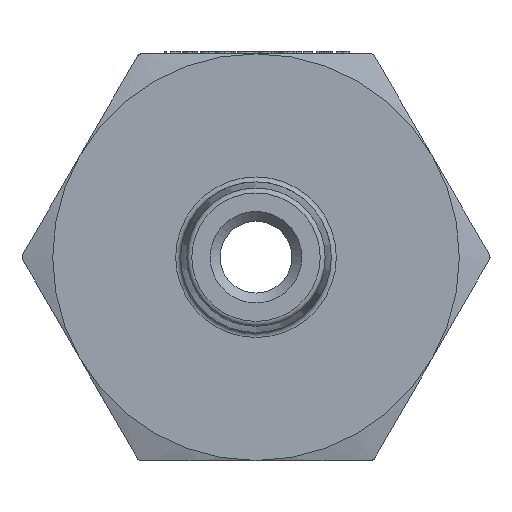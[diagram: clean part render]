
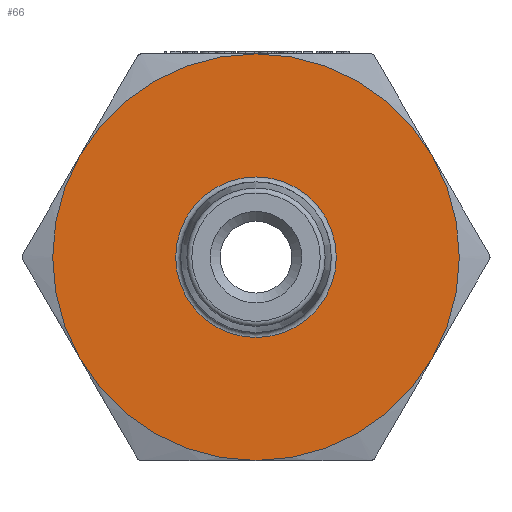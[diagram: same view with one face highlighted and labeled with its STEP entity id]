
A CAD part, left-side view. The second image highlights one B-rep face of the part: STEP entity #66.
In plain terms, the highlighted planar face has unit normal (-1, 0, 0).
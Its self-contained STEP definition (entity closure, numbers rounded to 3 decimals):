
#66 = ADVANCED_FACE ( 'NONE', ( #9265, #9416 ), #9275, .F. ) ;
#212 = AXIS2_PLACEMENT_3D ( 'NONE', #11657, #11656, #11655 ) ;
#1129 = CIRCLE ( 'NONE', #8948, 8.5 ) ;
#1231 = CIRCLE ( 'NONE', #212, 8.5 ) ;
#2377 = CIRCLE ( 'NONE', #5520, 3.356 ) ;
#3303 = EDGE_CURVE ( 'NONE', #4188, #4188, #2377, .T. ) ;
#3706 = EDGE_CURVE ( 'NONE', #8170, #8041, #13371, .T. ) ;
#3745 = EDGE_CURVE ( 'NONE', #7556, #8184, #13414, .T. ) ;
#3835 = EDGE_CURVE ( 'NONE', #8177, #8260, #1129, .T. ) ;
#4069 = EDGE_CURVE ( 'NONE', #8041, #8177, #1231, .T. ) ;
#4147 = AXIS2_PLACEMENT_3D ( 'NONE', #9276, #9281, #9277 ) ;
#4188 = VERTEX_POINT ( 'NONE', #4551 ) ;
#4348 = EDGE_CURVE ( 'NONE', #8260, #7556, #5251, .T. ) ;
#4349 = EDGE_CURVE ( 'NONE', #8184, #8170, #5185, .T. ) ;
#4551 = CARTESIAN_POINT ( 'NONE',  ( -3.9, 0., -3.356 ) ) ;
#4690 = CARTESIAN_POINT ( 'NONE',  ( -3.9, 0., 8.5 ) ) ;
#5185 = CIRCLE ( 'NONE', #9107, 8.5 ) ;
#5251 = CIRCLE ( 'NONE', #8854, 8.5 ) ;
#5520 = AXIS2_PLACEMENT_3D ( 'NONE', #5634, #5631, #5630 ) ;
#5630 = DIRECTION ( 'NONE',  ( 0., 0., -1. ) ) ;
#5631 = DIRECTION ( 'NONE',  ( -1., 0., 0. ) ) ;
#5634 = CARTESIAN_POINT ( 'NONE',  ( -3.9, 0., 0. ) ) ;
#6528 = DIRECTION ( 'NONE',  ( 0., 0., 1. ) ) ;
#6529 = DIRECTION ( 'NONE',  ( -1., 0., 0. ) ) ;
#7549 = ORIENTED_EDGE ( 'NONE', *, *, #3745, .T. ) ;
#7556 = VERTEX_POINT ( 'NONE', #4690 ) ;
#7572 = ORIENTED_EDGE ( 'NONE', *, *, #3706, .T. ) ;
#7579 = ORIENTED_EDGE ( 'NONE', *, *, #4348, .T. ) ;
#7949 = EDGE_LOOP ( 'NONE', ( #8326 ) ) ;
#8011 = EDGE_LOOP ( 'NONE', ( #8176, #8221, #7579, #7549, #8267, #7572 ) ) ;
#8041 = VERTEX_POINT ( 'NONE', #11487 ) ;
#8170 = VERTEX_POINT ( 'NONE', #11425 ) ;
#8176 = ORIENTED_EDGE ( 'NONE', *, *, #4069, .T. ) ;
#8177 = VERTEX_POINT ( 'NONE', #11423 ) ;
#8184 = VERTEX_POINT ( 'NONE', #11420 ) ;
#8221 = ORIENTED_EDGE ( 'NONE', *, *, #3835, .T. ) ;
#8260 = VERTEX_POINT ( 'NONE', #11380 ) ;
#8267 = ORIENTED_EDGE ( 'NONE', *, *, #4349, .T. ) ;
#8326 = ORIENTED_EDGE ( 'NONE', *, *, #3303, .F. ) ;
#8854 = AXIS2_PLACEMENT_3D ( 'NONE', #9489, #9508, #10475 ) ;
#8948 = AXIS2_PLACEMENT_3D ( 'NONE', #10256, #10254, #10253 ) ;
#9107 = AXIS2_PLACEMENT_3D ( 'NONE', #9755, #6529, #6528 ) ;
#9232 = AXIS2_PLACEMENT_3D ( 'NONE', #10850, #10847, #10848 ) ;
#9265 = FACE_OUTER_BOUND ( 'NONE', #8011, .T. ) ;
#9275 = PLANE ( 'NONE',  #4147 ) ;
#9276 = CARTESIAN_POINT ( 'NONE',  ( -3.9, 0., 0. ) ) ;
#9277 = DIRECTION ( 'NONE',  ( 0., 0., -1. ) ) ;
#9281 = DIRECTION ( 'NONE',  ( 1., 0., 0. ) ) ;
#9315 = AXIS2_PLACEMENT_3D ( 'NONE', #10933, #10931, #11231 ) ;
#9416 = FACE_BOUND ( 'NONE', #7949, .T. ) ;
#9489 = CARTESIAN_POINT ( 'NONE',  ( -3.9, 0., 0. ) ) ;
#9508 = DIRECTION ( 'NONE',  ( -1., 0., 0. ) ) ;
#9755 = CARTESIAN_POINT ( 'NONE',  ( -3.9, 0., 0. ) ) ;
#10253 = DIRECTION ( 'NONE',  ( 0., 0., 1. ) ) ;
#10254 = DIRECTION ( 'NONE',  ( -1., 0., 0. ) ) ;
#10256 = CARTESIAN_POINT ( 'NONE',  ( -3.9, 0., 0. ) ) ;
#10475 = DIRECTION ( 'NONE',  ( 0., 0., 1. ) ) ;
#10847 = DIRECTION ( 'NONE',  ( -1., 0., 0. ) ) ;
#10848 = DIRECTION ( 'NONE',  ( 0., 0., 1. ) ) ;
#10850 = CARTESIAN_POINT ( 'NONE',  ( -3.9, 0., 0. ) ) ;
#10931 = DIRECTION ( 'NONE',  ( -1., 0., 0. ) ) ;
#10933 = CARTESIAN_POINT ( 'NONE',  ( -3.9, 0., 0. ) ) ;
#11231 = DIRECTION ( 'NONE',  ( 0., 0., 1. ) ) ;
#11380 = CARTESIAN_POINT ( 'NONE',  ( -3.9, -7.361, 4.25 ) ) ;
#11420 = CARTESIAN_POINT ( 'NONE',  ( -3.9, 7.361, 4.25 ) ) ;
#11423 = CARTESIAN_POINT ( 'NONE',  ( -3.9, -7.361, -4.25 ) ) ;
#11425 = CARTESIAN_POINT ( 'NONE',  ( -3.9, 7.361, -4.25 ) ) ;
#11487 = CARTESIAN_POINT ( 'NONE',  ( -3.9, 0., -8.5 ) ) ;
#11655 = DIRECTION ( 'NONE',  ( 0., 0., 1. ) ) ;
#11656 = DIRECTION ( 'NONE',  ( -1., 0., 0. ) ) ;
#11657 = CARTESIAN_POINT ( 'NONE',  ( -3.9, 0., 0. ) ) ;
#13371 = CIRCLE ( 'NONE', #9232, 8.5 ) ;
#13414 = CIRCLE ( 'NONE', #9315, 8.5 ) ;
